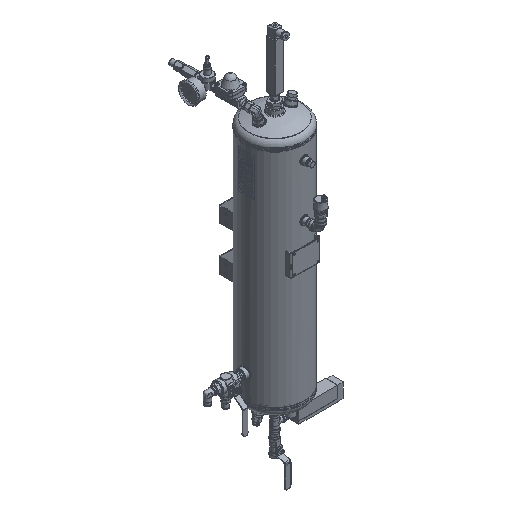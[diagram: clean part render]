
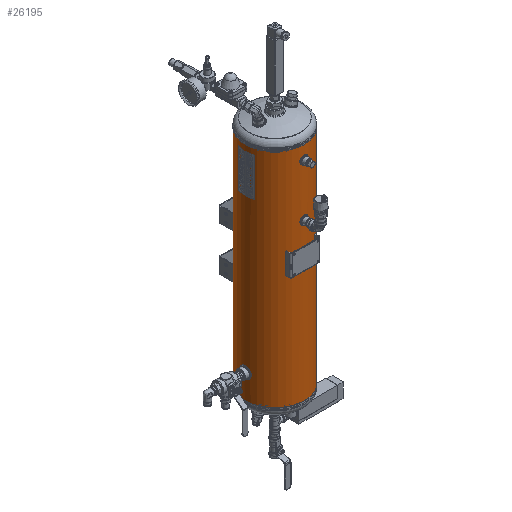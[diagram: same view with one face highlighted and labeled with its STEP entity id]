
A CAD part, isometric view. The second image highlights one B-rep face of the part: STEP entity #26195.
In plain terms, the highlighted cylindrical face has radius 100 mm (diameter 200 mm), a partial arc.
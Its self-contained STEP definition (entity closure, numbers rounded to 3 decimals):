
#1813=B_SPLINE_CURVE_WITH_KNOTS('',3,(#46556,#46557,#46558,#46559,#46560,
#46561,#46562,#46563,#46564,#46565,#46566,#46567,#46568,#46569,#46570,#46571,
#46572,#46573,#46574),.UNSPECIFIED.,.T.,.F.,(1,1,1,1,1,1,1,1,1,1,1,1,1,
1,1,1,1,1,1,1,1,1,1),(-0.012,-0.008,-0.004,
0.,0.004,0.008,0.012,
0.016,0.02,0.023,0.027,
0.031,0.035,0.039,0.043,
0.047,0.051,0.055,0.059,
0.063,0.066,0.07,0.074),
 .UNSPECIFIED.);
#1814=B_SPLINE_CURVE_WITH_KNOTS('',3,(#46576,#46577,#46578,#46579,#46580,
#46581,#46582,#46583,#46584,#46585,#46586,#46587,#46588,#46589,#46590,#46591,
#46592,#46593,#46594),.UNSPECIFIED.,.T.,.F.,(1,1,1,1,1,1,1,1,1,1,1,1,1,
1,1,1,1,1,1,1,1,1,1),(-0.012,-0.008,-0.004,
0.,0.004,0.008,0.012,0.016,
0.02,0.023,0.027,0.031,
0.035,0.039,0.043,0.047,
0.051,0.055,0.059,0.063,
0.066,0.07,0.074),.UNSPECIFIED.);
#1815=B_SPLINE_CURVE_WITH_KNOTS('',3,(#46596,#46597,#46598,#46599,#46600,
#46601,#46602,#46603,#46604,#46605,#46606,#46607,#46608,#46609,#46610,#46611,
#46612,#46613,#46614),.UNSPECIFIED.,.T.,.F.,(1,1,1,1,1,1,1,1,1,1,1,1,1,
1,1,1,1,1,1,1,1,1,1),(-0.018,-0.012,-0.006,
0.,0.006,0.012,0.018,
0.023,0.029,0.035,0.041,
0.047,0.053,0.059,0.065,
0.07,0.076,0.082,0.088,
0.094,0.1,0.106,0.112),
 .UNSPECIFIED.);
#2956=LINE('',#46616,#4253);
#2957=LINE('',#46621,#4254);
#4253=VECTOR('',#39180,1000.);
#4254=VECTOR('',#39183,1000.);
#5555=ORIENTED_EDGE('',*,*,#13007,.T.);
#5556=ORIENTED_EDGE('',*,*,#13008,.T.);
#5557=ORIENTED_EDGE('',*,*,#13009,.T.);
#5558=ORIENTED_EDGE('',*,*,#13010,.T.);
#5559=ORIENTED_EDGE('',*,*,#13011,.T.);
#5560=ORIENTED_EDGE('',*,*,#13012,.F.);
#5561=ORIENTED_EDGE('',*,*,#13013,.F.);
#13007=EDGE_CURVE('',#16733,#16733,#1813,.T.);
#13008=EDGE_CURVE('',#16734,#16734,#1814,.T.);
#13009=EDGE_CURVE('',#16735,#16735,#1815,.T.);
#13010=EDGE_CURVE('',#16736,#16737,#2956,.T.);
#13011=EDGE_CURVE('',#16737,#16738,#19320,.T.);
#13012=EDGE_CURVE('',#16739,#16738,#2957,.T.);
#13013=EDGE_CURVE('',#16736,#16739,#19321,.T.);
#16733=VERTEX_POINT('',#46575);
#16734=VERTEX_POINT('',#46595);
#16735=VERTEX_POINT('',#46615);
#16736=VERTEX_POINT('',#46617);
#16737=VERTEX_POINT('',#46618);
#16738=VERTEX_POINT('',#46620);
#16739=VERTEX_POINT('',#46622);
#19320=CIRCLE('',#36163,100.);
#19321=CIRCLE('',#36164,100.);
#20569=EDGE_LOOP('',(#5555));
#20570=EDGE_LOOP('',(#5556));
#20571=EDGE_LOOP('',(#5557));
#20572=EDGE_LOOP('',(#5558,#5559,#5560,#5561));
#23146=FACE_BOUND('',#20569,.T.);
#23147=FACE_BOUND('',#20570,.T.);
#23148=FACE_BOUND('',#20571,.T.);
#23149=FACE_BOUND('',#20572,.T.);
#25727=CYLINDRICAL_SURFACE('',#36162,100.);
#26195=ADVANCED_FACE('',(#23146,#23147,#23148,#23149),#25727,.T.);
#36162=AXIS2_PLACEMENT_3D('',#46555,#39178,#39179);
#36163=AXIS2_PLACEMENT_3D('',#46619,#39181,#39182);
#36164=AXIS2_PLACEMENT_3D('',#46623,#39184,#39185);
#39178=DIRECTION('',(0.,-1.,0.));
#39179=DIRECTION('',(0.,0.,-1.));
#39180=DIRECTION('',(0.,-1.,0.));
#39181=DIRECTION('',(0.,1.,0.));
#39182=DIRECTION('',(1.,0.,0.));
#39183=DIRECTION('',(0.,-1.,0.));
#39184=DIRECTION('',(0.,1.,0.));
#39185=DIRECTION('',(1.,0.,0.));
#46555=CARTESIAN_POINT('',(0.,750.,0.));
#46556=CARTESIAN_POINT('',(-9.473,48.444,-99.554));
#46557=CARTESIAN_POINT('',(-10.262,44.497,-99.471));
#46558=CARTESIAN_POINT('',(-9.477,40.569,-99.553));
#46559=CARTESIAN_POINT('',(-7.254,37.244,-99.75));
#46560=CARTESIAN_POINT('',(-3.93,35.023,-99.946));
#46561=CARTESIAN_POINT('',(-0.006,34.24,-100.027));
#46562=CARTESIAN_POINT('',(3.922,35.019,-99.946));
#46563=CARTESIAN_POINT('',(7.252,37.242,-99.75));
#46564=CARTESIAN_POINT('',(9.478,40.57,-99.553));
#46565=CARTESIAN_POINT('',(10.26,44.496,-99.472));
#46566=CARTESIAN_POINT('',(9.481,48.422,-99.553));
#46567=CARTESIAN_POINT('',(7.262,51.747,-99.749));
#46568=CARTESIAN_POINT('',(3.94,53.974,-99.945));
#46569=CARTESIAN_POINT('',(0.01,54.761,-100.027));
#46570=CARTESIAN_POINT('',(-3.923,53.981,-99.946));
#46571=CARTESIAN_POINT('',(-7.249,51.759,-99.75));
#46572=CARTESIAN_POINT('',(-9.473,48.444,-99.554));
#46573=CARTESIAN_POINT('',(-10.262,44.497,-99.471));
#46574=CARTESIAN_POINT('',(-9.477,40.569,-99.553));
#46575=CARTESIAN_POINT('',(-10.,44.5,-99.499));
#46576=CARTESIAN_POINT('',(-9.473,224.444,-99.554));
#46577=CARTESIAN_POINT('',(-10.262,220.497,-99.471));
#46578=CARTESIAN_POINT('',(-9.477,216.569,-99.553));
#46579=CARTESIAN_POINT('',(-7.254,213.244,-99.75));
#46580=CARTESIAN_POINT('',(-3.93,211.023,-99.946));
#46581=CARTESIAN_POINT('',(-0.006,210.24,-100.027));
#46582=CARTESIAN_POINT('',(3.922,211.019,-99.946));
#46583=CARTESIAN_POINT('',(7.252,213.242,-99.75));
#46584=CARTESIAN_POINT('',(9.478,216.57,-99.553));
#46585=CARTESIAN_POINT('',(10.26,220.496,-99.472));
#46586=CARTESIAN_POINT('',(9.481,224.422,-99.553));
#46587=CARTESIAN_POINT('',(7.262,227.747,-99.749));
#46588=CARTESIAN_POINT('',(3.94,229.974,-99.945));
#46589=CARTESIAN_POINT('',(0.01,230.761,-100.027));
#46590=CARTESIAN_POINT('',(-3.923,229.981,-99.946));
#46591=CARTESIAN_POINT('',(-7.249,227.759,-99.75));
#46592=CARTESIAN_POINT('',(-9.473,224.444,-99.554));
#46593=CARTESIAN_POINT('',(-10.262,220.497,-99.471));
#46594=CARTESIAN_POINT('',(-9.477,216.569,-99.553));
#46595=CARTESIAN_POINT('',(-10.,220.5,-99.499));
#46596=CARTESIAN_POINT('',(-98.994,672.42,14.208));
#46597=CARTESIAN_POINT('',(-98.806,666.495,15.395));
#46598=CARTESIAN_POINT('',(-98.993,660.6,14.214));
#46599=CARTESIAN_POINT('',(-99.436,655.617,10.88));
#46600=CARTESIAN_POINT('',(-99.878,652.286,5.9));
#46601=CARTESIAN_POINT('',(-100.061,651.109,0.009));
#46602=CARTESIAN_POINT('',(-99.879,652.279,-5.887));
#46603=CARTESIAN_POINT('',(-99.437,655.615,-10.879));
#46604=CARTESIAN_POINT('',(-98.992,660.601,-14.215));
#46605=CARTESIAN_POINT('',(-98.807,666.494,-15.391));
#46606=CARTESIAN_POINT('',(-98.992,672.387,-14.219));
#46607=CARTESIAN_POINT('',(-99.435,677.371,-10.892));
#46608=CARTESIAN_POINT('',(-99.877,680.709,-5.914));
#46609=CARTESIAN_POINT('',(-100.061,681.893,-0.013));
#46610=CARTESIAN_POINT('',(-99.878,680.72,5.889));
#46611=CARTESIAN_POINT('',(-99.437,677.387,10.874));
#46612=CARTESIAN_POINT('',(-98.994,672.42,14.208));
#46613=CARTESIAN_POINT('',(-98.806,666.495,15.395));
#46614=CARTESIAN_POINT('',(-98.993,660.6,14.214));
#46615=CARTESIAN_POINT('',(-98.869,666.5,15.));
#46616=CARTESIAN_POINT('',(0.254,801.561,100.));
#46617=CARTESIAN_POINT('',(0.254,750.,100.));
#46618=CARTESIAN_POINT('',(0.254,0.,100.));
#46619=CARTESIAN_POINT('',(0.,0.,0.));
#46620=CARTESIAN_POINT('',(-0.254,0.,100.));
#46621=CARTESIAN_POINT('',(-0.254,801.561,100.));
#46622=CARTESIAN_POINT('',(-0.254,750.,100.));
#46623=CARTESIAN_POINT('',(0.,750.,0.));
